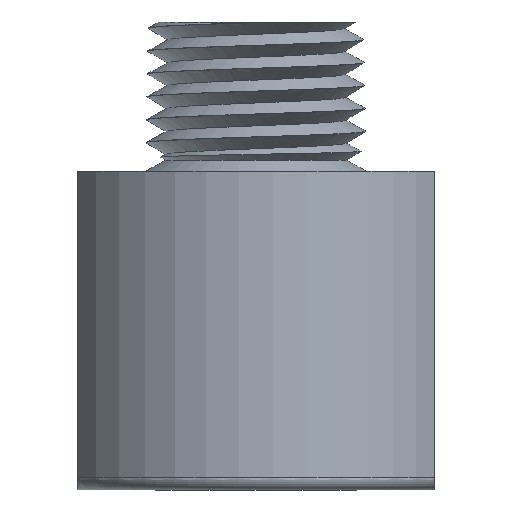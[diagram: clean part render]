
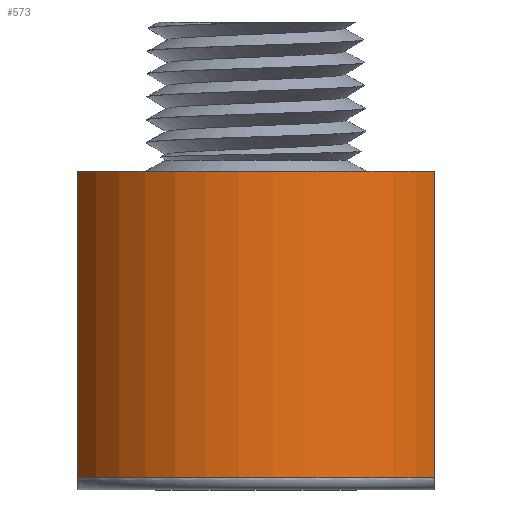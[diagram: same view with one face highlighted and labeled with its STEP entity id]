
A CAD part, front view. The second image highlights one B-rep face of the part: STEP entity #573.
In plain terms, the highlighted cylindrical face has radius 12.7 mm (diameter 25.4 mm), a partial arc.
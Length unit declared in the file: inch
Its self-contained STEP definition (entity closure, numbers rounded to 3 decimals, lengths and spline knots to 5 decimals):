
#27=CYLINDRICAL_SURFACE('',#623,0.5);
#74=FACE_OUTER_BOUND('',#112,.T.);
#112=EDGE_LOOP('',(#412,#413,#414,#415));
#171=CIRCLE('',#621,0.5);
#173=CIRCLE('',#624,0.5);
#189=LINE('',#2673,#217);
#190=LINE('',#2676,#218);
#217=VECTOR('',#703,0.3937);
#218=VECTOR('',#706,0.3937);
#257=VERTEX_POINT('',#2642);
#258=VERTEX_POINT('',#2655);
#260=VERTEX_POINT('',#2672);
#261=VERTEX_POINT('',#2674);
#315=EDGE_CURVE('',#257,#258,#171,.T.);
#318=EDGE_CURVE('',#257,#260,#189,.T.);
#319=EDGE_CURVE('',#260,#261,#173,.T.);
#320=EDGE_CURVE('',#258,#261,#190,.T.);
#412=ORIENTED_EDGE('',*,*,#315,.F.);
#413=ORIENTED_EDGE('',*,*,#318,.T.);
#414=ORIENTED_EDGE('',*,*,#319,.T.);
#415=ORIENTED_EDGE('',*,*,#320,.F.);
#573=ADVANCED_FACE('',(#74),#27,.T.);
#621=AXIS2_PLACEMENT_3D('',#2656,#697,#698);
#623=AXIS2_PLACEMENT_3D('',#2671,#701,#702);
#624=AXIS2_PLACEMENT_3D('',#2675,#704,#705);
#697=DIRECTION('center_axis',(0.,0.,
-1.));
#698=DIRECTION('ref_axis',(0.,-1.,0.));
#701=DIRECTION('center_axis',(0.,0.,
1.));
#702=DIRECTION('ref_axis',(1.,0.,0.));
#703=DIRECTION('',(0.,0.,1.));
#704=DIRECTION('center_axis',(0.,0.,
-1.));
#705=DIRECTION('ref_axis',(1.,0.,0.));
#706=DIRECTION('',(0.,0.,1.));
#2642=CARTESIAN_POINT('',(0.54545,0.40073,-0.74829));
#2655=CARTESIAN_POINT('',(-0.32955,0.40073,-0.74829));
#2656=CARTESIAN_POINT('Origin',(0.10795,0.64279,-0.74829));
#2671=CARTESIAN_POINT('Origin',(0.10795,0.64279,-0.77829));
#2672=CARTESIAN_POINT('',(0.54545,0.40073,0.00171));
#2673=CARTESIAN_POINT('',(0.54545,0.40073,-0.77829));
#2674=CARTESIAN_POINT('',(-0.32955,0.40073,0.00171));
#2675=CARTESIAN_POINT('Origin',(0.10795,0.64279,0.00171));
#2676=CARTESIAN_POINT('',(-0.32955,0.40073,-0.77829));
